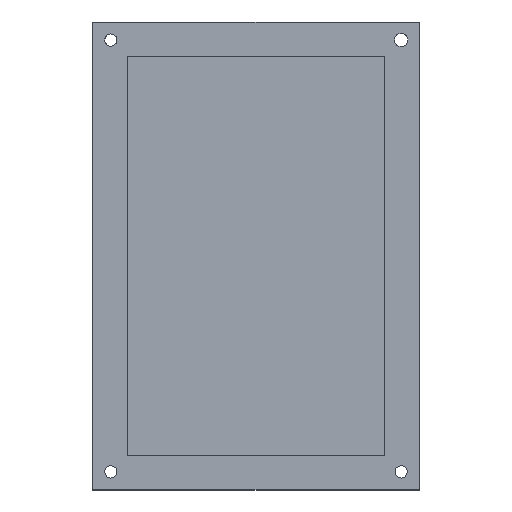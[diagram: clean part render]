
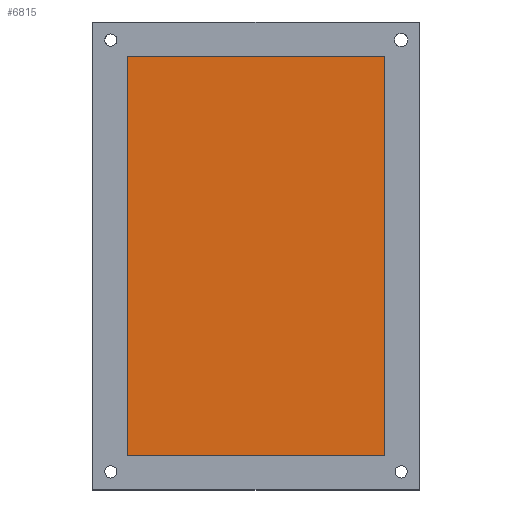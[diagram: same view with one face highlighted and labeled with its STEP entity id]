
A CAD part, top view. The second image highlights one B-rep face of the part: STEP entity #6815.
In plain terms, the highlighted planar face has unit normal (0, 0, 1).
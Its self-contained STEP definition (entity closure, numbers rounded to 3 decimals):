
#188=PLANE('',#6967);
#548=FACE_OUTER_BOUND('',#942,.T.);
#942=EDGE_LOOP('',(#6142,#6143,#6144,#6145));
#1477=LINE('',#13814,#2008);
#1478=LINE('',#13816,#2009);
#1479=LINE('',#13818,#2010);
#1480=LINE('',#13819,#2011);
#2008=VECTOR('',#7740,10.);
#2009=VECTOR('',#7741,10.);
#2010=VECTOR('',#7742,10.);
#2011=VECTOR('',#7743,10.);
#3160=VERTEX_POINT('',#13812);
#3161=VERTEX_POINT('',#13813);
#3162=VERTEX_POINT('',#13815);
#3163=VERTEX_POINT('',#13817);
#4161=EDGE_CURVE('',#3160,#3161,#1477,.T.);
#4162=EDGE_CURVE('',#3162,#3160,#1478,.T.);
#4163=EDGE_CURVE('',#3163,#3162,#1479,.T.);
#4164=EDGE_CURVE('',#3161,#3163,#1480,.T.);
#6142=ORIENTED_EDGE('',*,*,#4161,.F.);
#6143=ORIENTED_EDGE('',*,*,#4162,.F.);
#6144=ORIENTED_EDGE('',*,*,#4163,.F.);
#6145=ORIENTED_EDGE('',*,*,#4164,.F.);
#6815=ADVANCED_FACE('',(#548),#188,.T.);
#6967=AXIS2_PLACEMENT_3D('',#13811,#7738,#7739);
#7738=DIRECTION('center_axis',(0.,0.,1.));
#7739=DIRECTION('ref_axis',(1.,0.,0.));
#7740=DIRECTION('',(-1.,0.,0.));
#7741=DIRECTION('',(0.,-1.,0.));
#7742=DIRECTION('',(1.,0.,0.));
#7743=DIRECTION('',(0.,1.,0.));
#13811=CARTESIAN_POINT('Origin',(-34.869,11.523,3.));
#13812=CARTESIAN_POINT('',(0.851,-43.797,3.));
#13813=CARTESIAN_POINT('',(-70.589,-43.797,3.));
#13814=CARTESIAN_POINT('',(-17.009,-43.797,3.));
#13815=CARTESIAN_POINT('',(0.851,66.843,3.));
#13816=CARTESIAN_POINT('',(0.851,39.183,3.));
#13817=CARTESIAN_POINT('',(-70.589,66.843,3.));
#13818=CARTESIAN_POINT('',(-52.729,66.843,3.));
#13819=CARTESIAN_POINT('',(-70.589,-16.137,3.));
